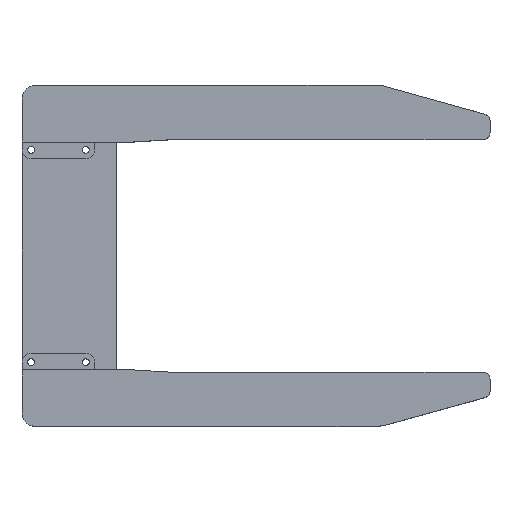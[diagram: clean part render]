
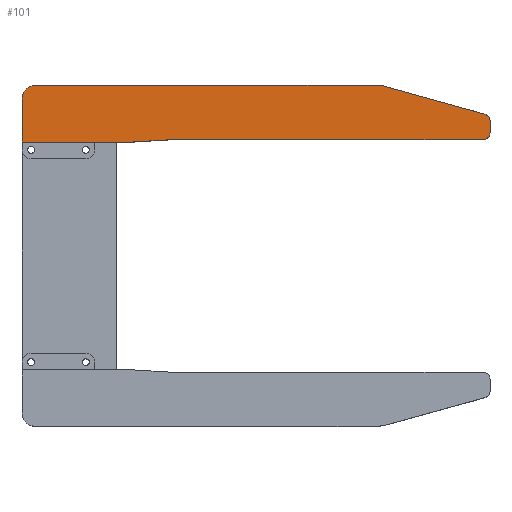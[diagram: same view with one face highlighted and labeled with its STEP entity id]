
A CAD part, top view. The second image highlights one B-rep face of the part: STEP entity #101.
In plain terms, the highlighted planar face has unit normal (0, 0, 1).
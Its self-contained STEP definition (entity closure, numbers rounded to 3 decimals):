
#24 = VERTEX_POINT('',#25);
#25 = CARTESIAN_POINT('',(205.6,62.225,40.));
#41 = VERTEX_POINT('',#42);
#42 = CARTESIAN_POINT('',(207.8,59.334,40.));
#48 = EDGE_CURVE('',#24,#41,#49,.T.);
#49 = CIRCLE('',#50,3.);
#50 = AXIS2_PLACEMENT_3D('',#51,#52,#53);
#51 = CARTESIAN_POINT('',(204.8,59.334,40.));
#52 = DIRECTION('',(-0.,-0.,-1.));
#53 = DIRECTION('',(0.,-1.,0.));
#72 = EDGE_CURVE('',#73,#24,#75,.T.);
#73 = VERTEX_POINT('',#74);
#74 = CARTESIAN_POINT('',(160.,74.85,40.));
#75 = LINE('',#76,#77);
#76 = CARTESIAN_POINT('',(160.,74.85,40.));
#77 = VECTOR('',#78,1.);
#78 = DIRECTION('',(0.964,-0.267,0.));
#101 = ADVANCED_FACE('',(#102),#170,.T.);
#102 = FACE_BOUND('',#103,.T.);
#103 = EDGE_LOOP('',(#104,#115,#121,#122,#123,#131,#140,#148,#156,#164)
  );
#104 = ORIENTED_EDGE('',*,*,#105,.F.);
#105 = EDGE_CURVE('',#106,#108,#110,.T.);
#106 = VERTEX_POINT('',#107);
#107 = CARTESIAN_POINT('',(207.8,54.1,40.));
#108 = VERTEX_POINT('',#109);
#109 = CARTESIAN_POINT('',(204.8,51.1,40.));
#110 = CIRCLE('',#111,3.);
#111 = AXIS2_PLACEMENT_3D('',#112,#113,#114);
#112 = CARTESIAN_POINT('',(204.8,54.1,40.));
#113 = DIRECTION('',(-0.,-0.,-1.));
#114 = DIRECTION('',(0.,-1.,0.));
#115 = ORIENTED_EDGE('',*,*,#116,.T.);
#116 = EDGE_CURVE('',#106,#41,#117,.T.);
#117 = LINE('',#118,#119);
#118 = CARTESIAN_POINT('',(207.8,-85.,40.));
#119 = VECTOR('',#120,1.);
#120 = DIRECTION('',(0.,1.,0.));
#121 = ORIENTED_EDGE('',*,*,#48,.F.);
#122 = ORIENTED_EDGE('',*,*,#72,.F.);
#123 = ORIENTED_EDGE('',*,*,#124,.T.);
#124 = EDGE_CURVE('',#73,#125,#127,.T.);
#125 = VERTEX_POINT('',#126);
#126 = CARTESIAN_POINT('',(8.4,74.85,40.));
#127 = LINE('',#128,#129);
#128 = CARTESIAN_POINT('',(218.8,74.85,40.));
#129 = VECTOR('',#130,1.);
#130 = DIRECTION('',(-1.,0.,0.));
#131 = ORIENTED_EDGE('',*,*,#132,.T.);
#132 = EDGE_CURVE('',#125,#133,#135,.T.);
#133 = VERTEX_POINT('',#134);
#134 = CARTESIAN_POINT('',(2.4,68.85,40.));
#135 = CIRCLE('',#136,6.);
#136 = AXIS2_PLACEMENT_3D('',#137,#138,#139);
#137 = CARTESIAN_POINT('',(8.4,68.85,40.));
#138 = DIRECTION('',(0.,0.,1.));
#139 = DIRECTION('',(1.,0.,0.));
#140 = ORIENTED_EDGE('',*,*,#141,.T.);
#141 = EDGE_CURVE('',#133,#142,#144,.T.);
#142 = VERTEX_POINT('',#143);
#143 = CARTESIAN_POINT('',(2.4,50.,40.));
#144 = LINE('',#145,#146);
#145 = CARTESIAN_POINT('',(2.4,68.85,40.));
#146 = VECTOR('',#147,1.);
#147 = DIRECTION('',(0.,-1.,0.));
#148 = ORIENTED_EDGE('',*,*,#149,.F.);
#149 = EDGE_CURVE('',#150,#142,#152,.T.);
#150 = VERTEX_POINT('',#151);
#151 = CARTESIAN_POINT('',(51.,50.,40.));
#152 = LINE('',#153,#154);
#153 = CARTESIAN_POINT('',(51.,50.,40.));
#154 = VECTOR('',#155,1.);
#155 = DIRECTION('',(-1.,0.,0.));
#156 = ORIENTED_EDGE('',*,*,#157,.F.);
#157 = EDGE_CURVE('',#158,#150,#160,.T.);
#158 = VERTEX_POINT('',#159);
#159 = CARTESIAN_POINT('',(68.8,51.1,40.));
#160 = LINE('',#161,#162);
#161 = CARTESIAN_POINT('',(68.8,51.1,40.));
#162 = VECTOR('',#163,1.);
#163 = DIRECTION('',(-0.998,-0.062,0.));
#164 = ORIENTED_EDGE('',*,*,#165,.T.);
#165 = EDGE_CURVE('',#158,#108,#166,.T.);
#166 = LINE('',#167,#168);
#167 = CARTESIAN_POINT('',(68.8,51.1,40.));
#168 = VECTOR('',#169,1.);
#169 = DIRECTION('',(1.,0.,0.));
#170 = PLANE('',#171);
#171 = AXIS2_PLACEMENT_3D('',#172,#173,#174);
#172 = CARTESIAN_POINT('',(109.4,0.,40.));
#173 = DIRECTION('',(0.,0.,1.));
#174 = DIRECTION('',(1.,0.,0.));
